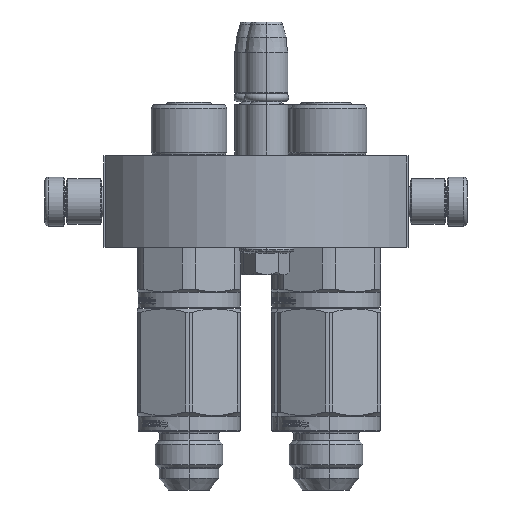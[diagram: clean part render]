
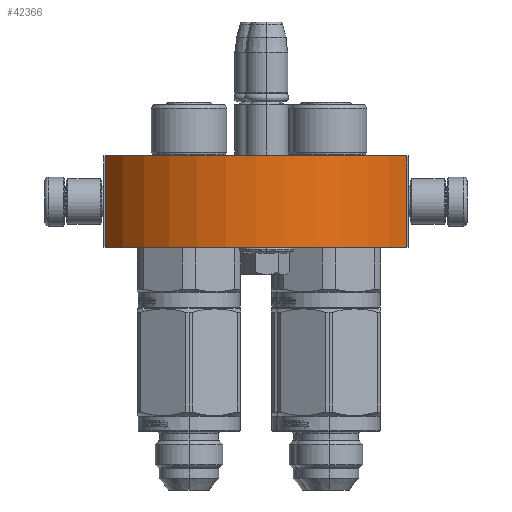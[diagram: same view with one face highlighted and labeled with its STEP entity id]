
A CAD part, left-side view. The second image highlights one B-rep face of the part: STEP entity #42366.
In plain terms, the highlighted cylindrical face has radius 57.25 mm (diameter 114.5 mm), a partial arc.
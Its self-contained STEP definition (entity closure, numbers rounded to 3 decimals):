
#453 = CARTESIAN_POINT ( 'NONE',  ( 49.5, 0., -28.763 ) ) ;
#627 = VECTOR ( 'NONE', #30483, 1000. ) ;
#2598 = ORIENTED_EDGE ( 'NONE', *, *, #36249, .F. ) ;
#3472 = EDGE_CURVE ( 'NONE', #29563, #31930, #34806, .T. ) ;
#6004 = AXIS2_PLACEMENT_3D ( 'NONE', #22900, #19296, #19441 ) ;
#6552 = EDGE_CURVE ( 'NONE', #33285, #37233, #29511, .T. ) ;
#6871 = CARTESIAN_POINT ( 'NONE',  ( -49.5, 30., -28.763 ) ) ;
#7499 = DIRECTION ( 'NONE',  ( 0., 1., 0. ) ) ;
#9283 = ORIENTED_EDGE ( 'NONE', *, *, #38882, .T. ) ;
#9510 = FACE_OUTER_BOUND ( 'NONE', #41165, .T. ) ;
#11533 = DIRECTION ( 'NONE',  ( 0., 1., 0. ) ) ;
#14550 = DIRECTION ( 'NONE',  ( 0.865, 0., -0.502 ) ) ;
#15578 = AXIS2_PLACEMENT_3D ( 'NONE', #36983, #20070, #36555 ) ;
#15836 = LINE ( 'NONE', #40712, #23559 ) ;
#17208 = CYLINDRICAL_SURFACE ( 'NONE', #6004, 57.25 ) ;
#18942 = CARTESIAN_POINT ( 'NONE',  ( -49.5, 0., -28.763 ) ) ;
#19296 = DIRECTION ( 'NONE',  ( 0., -1., 0. ) ) ;
#19441 = DIRECTION ( 'NONE',  ( 1., 0., 0. ) ) ;
#20070 = DIRECTION ( 'NONE',  ( 0., 1., 0. ) ) ;
#20508 = CARTESIAN_POINT ( 'NONE',  ( 49.5, 0., -28.763 ) ) ;
#22871 = AXIS2_PLACEMENT_3D ( 'NONE', #27816, #11533, #14550 ) ;
#22900 = CARTESIAN_POINT ( 'NONE',  ( 0., 0., 0. ) ) ;
#23559 = VECTOR ( 'NONE', #7499, 1000. ) ;
#23938 = ORIENTED_EDGE ( 'NONE', *, *, #6552, .F. ) ;
#25123 = ORIENTED_EDGE ( 'NONE', *, *, #3472, .T. ) ;
#27816 = CARTESIAN_POINT ( 'NONE',  ( 0., 30., 0. ) ) ;
#29511 = CIRCLE ( 'NONE', #22871, 57.25 ) ;
#29563 = VERTEX_POINT ( 'NONE', #453 ) ;
#30483 = DIRECTION ( 'NONE',  ( 0., 1., 0. ) ) ;
#31930 = VERTEX_POINT ( 'NONE', #18942 ) ;
#33285 = VERTEX_POINT ( 'NONE', #36741 ) ;
#34806 = CIRCLE ( 'NONE', #15578, 57.25 ) ;
#36249 = EDGE_CURVE ( 'NONE', #29563, #33285, #38864, .T. ) ;
#36555 = DIRECTION ( 'NONE',  ( 0.865, 0., -0.502 ) ) ;
#36741 = CARTESIAN_POINT ( 'NONE',  ( 49.5, 30., -28.763 ) ) ;
#36983 = CARTESIAN_POINT ( 'NONE',  ( 0., 0., 0. ) ) ;
#37233 = VERTEX_POINT ( 'NONE', #6871 ) ;
#38864 = LINE ( 'NONE', #20508, #627 ) ;
#38882 = EDGE_CURVE ( 'NONE', #31930, #37233, #15836, .T. ) ;
#40712 = CARTESIAN_POINT ( 'NONE',  ( -49.5, 0., -28.763 ) ) ;
#41165 = EDGE_LOOP ( 'NONE', ( #23938, #2598, #25123, #9283 ) ) ;
#42366 = ADVANCED_FACE ( 'NONE', ( #9510 ), #17208, .T. ) ;
